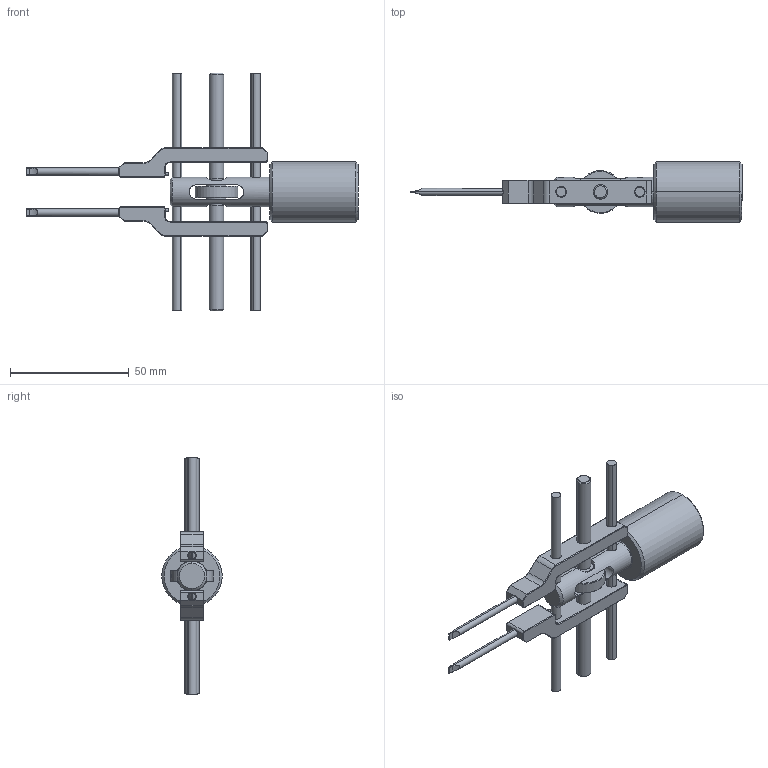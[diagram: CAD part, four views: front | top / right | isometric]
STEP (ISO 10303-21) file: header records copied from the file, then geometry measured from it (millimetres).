
FILE_DESCRIPTION (( 'STEP AP214' ), '1' );
FILE_NAME ('1.8.2.26，ZFG-KK，卡环扳手，间距可调，A.STEP', '2021-07-28T02:10:40', ( 'Microsoft' ), ( 'Microsoft' ), 'SwSTEP 2.0', 'SolidWorks 2018', '' );
FILE_SCHEMA (( 'AUTOMOTIVE_DESIGN' ));
Length unit declared in the file: millimetre
Products named in the file (1): 1.8.2.26，ZFG-KK，卡环扳手，间距可调，A
Bounding box: 139.56 x 25.4 x 100 mm (x, y, z)
Surface area: 16402.3 mm2 (no closed solid volume)
Topology: 0 solids, 17 shells, 285 faces, 710 edges, 442 vertices
Faces by surface type: plane 124, cone 102, cylinder 57, torus 2
Entity records: 12549 total; most frequent: CARTESIAN_POINT 2617, DIRECTION 1447, ORIENTED_EDGE 1328, EDGE_CURVE 710, AXIS2_PLACEMENT_3D 534, VERTEX_POINT 442, VECTOR 379, LINE 379
